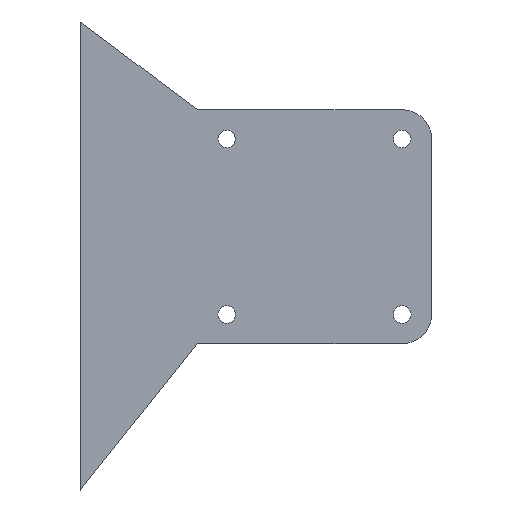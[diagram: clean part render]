
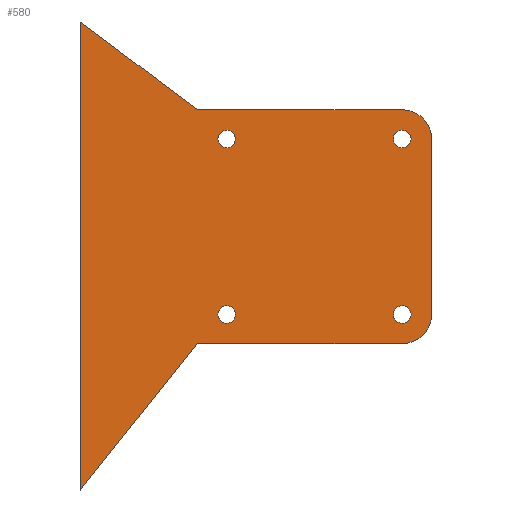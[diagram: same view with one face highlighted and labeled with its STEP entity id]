
A CAD part, top view. The second image highlights one B-rep face of the part: STEP entity #580.
In plain terms, the highlighted planar face has unit normal (0, 0, 1).
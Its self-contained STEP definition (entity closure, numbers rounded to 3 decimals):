
#155=CARTESIAN_POINT('POINT17',(-3.81,76.2,0.));
#156=VERTEX_POINT('VERTEX17',#155);
#164=CARTESIAN_POINT('POINT18',(3.81,76.2,0.));
#165=VERTEX_POINT('VERTEX18',#164);
#172=CARTESIAN_POINT('POS20',(0.,76.2,0.));
#173=DIRECTION('DIR31',(0.,0.,-1.));
#174=DIRECTION('DIR32',(-1.,0.,0.));
#175=AXIS2_PLACEMENT_3D('AXIS12',#172,#173,#174);
#176=CIRCLE('ELLIPSE11',#175,3.81);
#177=EDGE_CURVE('EDGE19',#156,#165,#176,.T.);
#190=CARTESIAN_POINT('POS22',(0.,76.2,0.));
#191=DIRECTION('DIR35',(0.,0.,-1.));
#192=DIRECTION('DIR36',(1.,0.,0.));
#193=AXIS2_PLACEMENT_3D('AXIS14',#190,#191,#192);
#194=CIRCLE('ELLIPSE12',#193,3.81);
#195=EDGE_CURVE('EDGE20',#165,#156,#194,.T.);
#205=CARTESIAN_POINT('POINT19',(-88.9,88.9,0.));
#206=VERTEX_POINT('VERTEX19',#205);
#214=CARTESIAN_POINT('POINT20',(-139.7,127.,0.));
#215=VERTEX_POINT('VERTEX20',#214);
#222=CARTESIAN_POINT('POS26',(-88.9,88.9,0.));
#223=DIRECTION('DIR41',(-0.8,0.6,0.));
#224=VECTOR('VEC11',#223,25.4);
#225=LINE('STRAIGHT11',#222,#224);
#226=EDGE_CURVE('EDGE23',#206,#215,#225,.T.);
#236=CARTESIAN_POINT('POINT21',(0.,88.9,0.));
#237=VERTEX_POINT('VERTEX21',#236);
#246=CARTESIAN_POINT('POS29',(0.,88.9,0.));
#247=DIRECTION('DIR45',(-1.,0.,0.));
#248=VECTOR('VEC13',#247,25.4);
#249=LINE('STRAIGHT13',#246,#248);
#250=EDGE_CURVE('EDGE25',#237,#206,#249,.T.);
#260=CARTESIAN_POINT('POINT22',(12.7,76.2,0.));
#261=VERTEX_POINT('VERTEX22',#260);
#270=CARTESIAN_POINT('POS32',(0.,76.2,0.))
   ;
#271=DIRECTION('DIR49',(0.,0.,1.));
#272=DIRECTION('DIR50',(1.,0.,0.));
#273=AXIS2_PLACEMENT_3D('AXIS18',#270,#271,#272);
#274=CIRCLE('ELLIPSE13',#273,12.7);
#275=EDGE_CURVE('EDGE27',#261,#237,#274,.T.);
#285=CARTESIAN_POINT('POINT23',(12.7,0.,0.));
#286=VERTEX_POINT('VERTEX23',#285);
#295=CARTESIAN_POINT('POS35',(12.7,0.,0.));
#296=DIRECTION('DIR54',(0.,1.,0.));
#297=VECTOR('VEC16',#296,25.4);
#298=LINE('STRAIGHT16',#295,#297);
#299=EDGE_CURVE('EDGE29',#286,#261,#298,.T.);
#309=CARTESIAN_POINT('POINT24',(0.,-12.7,0.));
#310=VERTEX_POINT('VERTEX24',#309);
#319=CARTESIAN_POINT('POS38',(0.,
   0.,0.));
#320=DIRECTION('DIR58',(0.,0.,1.));
#321=DIRECTION('DIR59',(0.,-1.,0.));
#322=AXIS2_PLACEMENT_3D('AXIS21',#319,#320,#321);
#323=CIRCLE('ELLIPSE14',#322,12.7);
#324=EDGE_CURVE('EDGE31',#310,#286,#323,.T.);
#334=CARTESIAN_POINT('POINT25',(-88.9,-12.7,0.));
#335=VERTEX_POINT('VERTEX25',#334);
#344=CARTESIAN_POINT('POS41',(-88.9,-12.7,0.));
#345=DIRECTION('DIR63',(1.,0.,0.));
#346=VECTOR('VEC19',#345,25.4);
#347=LINE('STRAIGHT19',#344,#346);
#348=EDGE_CURVE('EDGE33',#335,#310,#347,.T.);
#358=CARTESIAN_POINT('POINT26',(-139.7,-76.2,0.));
#359=VERTEX_POINT('VERTEX26',#358);
#368=CARTESIAN_POINT('POS44',(-139.7,-76.2,0.));
#369=DIRECTION('DIR67',(0.625,0.781,
   0.));
#370=VECTOR('VEC21',#369,25.4);
#371=LINE('STRAIGHT21',#368,#370);
#372=EDGE_CURVE('EDGE35',#359,#335,#371,.T.);
#385=CARTESIAN_POINT('POS46',(-139.7,127.,0.));
#386=DIRECTION('DIR70',(0.,-1.,0.));
#387=VECTOR('VEC22',#386,25.4);
#388=LINE('STRAIGHT22',#385,#387);
#389=EDGE_CURVE('EDGE36',#215,#359,#388,.T.);
#399=CARTESIAN_POINT('POINT27',(-80.01,76.2,0.));
#400=VERTEX_POINT('VERTEX27',#399);
#408=CARTESIAN_POINT('POINT28',(-72.39,76.2,0.));
#409=VERTEX_POINT('VERTEX28',#408);
#416=CARTESIAN_POINT('POS50',(-76.2,76.2,0.));
#417=DIRECTION('DIR75',(0.,0.,-1.));
#418=DIRECTION('DIR76',(-1.,0.,0.));
#419=AXIS2_PLACEMENT_3D('AXIS26',#416,#417,#418);
#420=CIRCLE('ELLIPSE15',#419,3.81);
#421=EDGE_CURVE('EDGE39',#400,#409,#420,.T.);
#434=CARTESIAN_POINT('POS52',(-76.2,76.2,0.));
#435=DIRECTION('DIR79',(0.,0.,-1.));
#436=DIRECTION('DIR80',(1.,0.,0.));
#437=AXIS2_PLACEMENT_3D('AXIS28',#434,#435,#436);
#438=CIRCLE('ELLIPSE16',#437,3.81);
#439=EDGE_CURVE('EDGE40',#409,#400,#438,.T.);
#449=CARTESIAN_POINT('POINT29',(-3.81,0.,0.));
#450=VERTEX_POINT('VERTEX29',#449);
#458=CARTESIAN_POINT('POINT30',(3.81,0.,0.));
#459=VERTEX_POINT('VERTEX30',#458);
#466=CARTESIAN_POINT('POS56',(0.,0.,0.));
#467=DIRECTION('DIR85',(0.,0.,-1.));
#468=DIRECTION('DIR86',(-1.,0.,0.));
#469=AXIS2_PLACEMENT_3D('AXIS30',#466,#467,#468);
#470=CIRCLE('ELLIPSE17',#469,3.81);
#471=EDGE_CURVE('EDGE43',#450,#459,#470,.T.);
#484=CARTESIAN_POINT('POS58',(0.,0.,0.));
#485=DIRECTION('DIR89',(0.,0.,-1.));
#486=DIRECTION('DIR90',(1.,0.,0.));
#487=AXIS2_PLACEMENT_3D('AXIS32',#484,#485,#486);
#488=CIRCLE('ELLIPSE18',#487,3.81);
#489=EDGE_CURVE('EDGE44',#459,#450,#488,.T.);
#499=CARTESIAN_POINT('POINT31',(-80.01,0.,0.));
#500=VERTEX_POINT('VERTEX31',#499);
#508=CARTESIAN_POINT('POINT32',(-72.39,0.,0.));
#509=VERTEX_POINT('VERTEX32',#508);
#516=CARTESIAN_POINT('POS62',(-76.2,0.,0.));
#517=DIRECTION('DIR95',(0.,0.,-1.));
#518=DIRECTION('DIR96',(-1.,0.,0.));
#519=AXIS2_PLACEMENT_3D('AXIS34',#516,#517,#518);
#520=CIRCLE('ELLIPSE19',#519,3.81);
#521=EDGE_CURVE('EDGE47',#500,#509,#520,.T.);
#534=CARTESIAN_POINT('POS64',(-76.2,0.,0.));
#535=DIRECTION('DIR99',(0.,0.,-1.));
#536=DIRECTION('DIR100',(1.,0.,0.));
#537=AXIS2_PLACEMENT_3D('AXIS36',#534,#535,#536);
#538=CIRCLE('ELLIPSE20',#537,3.81);
#539=EDGE_CURVE('EDGE48',#509,#500,#538,.T.);
#549=ORIENTED_EDGE('COEDGE81',*,*,#539,.T.);
#550=ORIENTED_EDGE('COEDGE82',*,*,#521,.T.);
#551=EDGE_LOOP('NONE',(#549,#550));
#552=FACE_BOUND('LOOP1',#551,.T.);
#553=ORIENTED_EDGE('COEDGE83',*,*,#489,.T.);
#554=ORIENTED_EDGE('COEDGE84',*,*,#471,.T.);
#555=EDGE_LOOP('NONE',(#553,#554));
#556=FACE_BOUND('LOOP1',#555,.T.);
#557=ORIENTED_EDGE('COEDGE85',*,*,#439,.T.);
#558=ORIENTED_EDGE('COEDGE86',*,*,#421,.T.);
#559=EDGE_LOOP('NONE',(#557,#558));
#560=FACE_BOUND('LOOP1',#559,.T.);
#561=ORIENTED_EDGE('COEDGE87',*,*,#389,.T.);
#562=ORIENTED_EDGE('COEDGE88',*,*,#372,.T.);
#563=ORIENTED_EDGE('COEDGE89',*,*,#348,.T.);
#564=ORIENTED_EDGE('COEDGE90',*,*,#324,.T.);
#565=ORIENTED_EDGE('COEDGE91',*,*,#299,.T.);
#566=ORIENTED_EDGE('COEDGE92',*,*,#275,.T.);
#567=ORIENTED_EDGE('COEDGE93',*,*,#250,.T.);
#568=ORIENTED_EDGE('COEDGE94',*,*,#226,.T.);
#569=EDGE_LOOP('NONE',(#561,#562,#563,#564,#565,#566,#567,#568));
#570=FACE_BOUND('LOOP1',#569,.T.);
#571=ORIENTED_EDGE('COEDGE95',*,*,#195,.T.);
#572=ORIENTED_EDGE('COEDGE96',*,*,#177,.T.);
#573=EDGE_LOOP('NONE',(#571,#572));
#574=FACE_BOUND('LOOP1',#573,.T.);
#575=CARTESIAN_POINT('POS66',(0.,0.,0.));
#576=DIRECTION('DIR103',(0.,0.,1.));
#577=DIRECTION('DIR104',(1.,0.,0.));
#578=AXIS2_PLACEMENT_3D('AXIS38',#575,#576,#577);
#579=PLANE('PLANE8',#578);
#580=ADVANCED_FACE('FACE18',(#552,#556,#560,#570,#574),#579,.T.);
